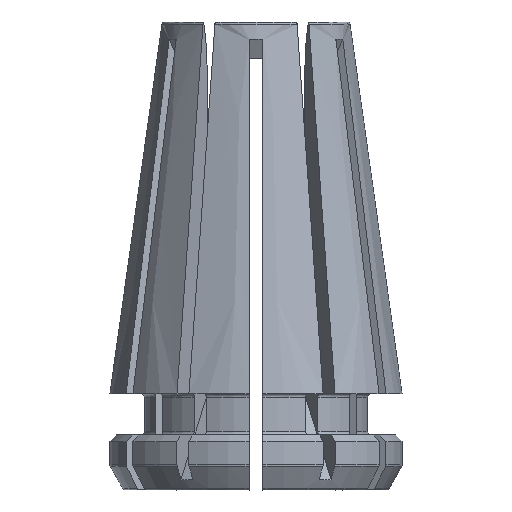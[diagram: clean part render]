
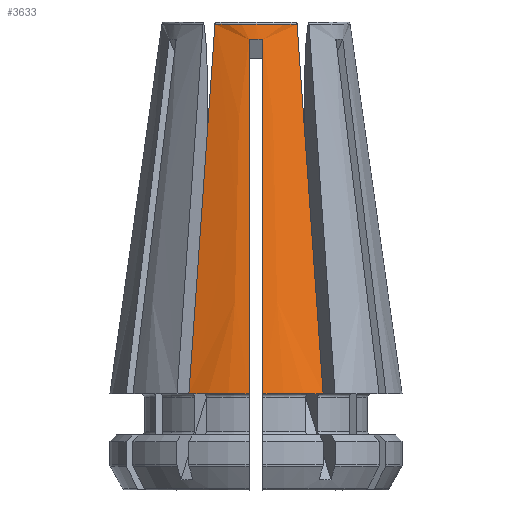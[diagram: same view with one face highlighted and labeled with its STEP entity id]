
A CAD part, left-side view. The second image highlights one B-rep face of the part: STEP entity #3633.
In plain terms, the highlighted conical face has half-angle 8 degrees and reference radius 4.25 mm.
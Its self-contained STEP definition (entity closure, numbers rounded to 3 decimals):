
#38=CONICAL_SURFACE('',#4058,4.25,0.14);
#48=ELLIPSE('',#3735,8.168,3.68);
#149=B_SPLINE_CURVE_WITH_KNOTS('',3,(#5565,#5566,#5567,#5568,#5569,#5570,
#5571,#5572,#5573,#5574),.UNSPECIFIED.,.F.,.F.,(4,3,3,4),(0.012,
0.013,0.018,0.023),.UNSPECIFIED.);
#225=B_SPLINE_CURVE_WITH_KNOTS('',3,(#6695,#6696,#6697,#6698,#6699,#6700,
#6701,#6702,#6703,#6704),.UNSPECIFIED.,.F.,.F.,(4,3,3,4),(0.012,
0.013,0.018,0.023),.UNSPECIFIED.);
#226=B_SPLINE_CURVE_WITH_KNOTS('',3,(#6705,#6706,#6707,#6708,#6709,#6710,
#6711),.UNSPECIFIED.,.F.,.F.,(4,3,4),(0.,0.007,
0.011),.UNSPECIFIED.);
#227=B_SPLINE_CURVE_WITH_KNOTS('',3,(#6712,#6713,#6714,#6715,#6716,#6717,
#6718),.UNSPECIFIED.,.F.,.F.,(4,3,4),(0.,0.007,
0.011),.UNSPECIFIED.);
#375=CIRCLE('',#3828,4.25);
#383=CIRCLE('',#3839,4.25);
#408=CIRCLE('',#3876,2.742);
#1350=ORIENTED_EDGE('',*,*,#2181,.F.);
#1351=ORIENTED_EDGE('',*,*,#1780,.T.);
#1352=ORIENTED_EDGE('',*,*,#1777,.T.);
#1353=ORIENTED_EDGE('',*,*,#1942,.T.);
#1354=ORIENTED_EDGE('',*,*,#2182,.T.);
#1355=ORIENTED_EDGE('',*,*,#1991,.F.);
#1356=ORIENTED_EDGE('',*,*,#2183,.F.);
#1357=ORIENTED_EDGE('',*,*,#1954,.T.);
#1777=EDGE_CURVE('',#2319,#2333,#149,.T.);
#1780=EDGE_CURVE('',#2335,#2319,#48,.T.);
#1942=EDGE_CURVE('',#2333,#2470,#375,.T.);
#1954=EDGE_CURVE('',#2482,#2480,#383,.T.);
#1991=EDGE_CURVE('',#2504,#2505,#408,.T.);
#2181=EDGE_CURVE('',#2335,#2480,#225,.T.);
#2182=EDGE_CURVE('',#2470,#2505,#226,.T.);
#2183=EDGE_CURVE('',#2482,#2504,#227,.T.);
#2319=VERTEX_POINT('',#5509);
#2333=VERTEX_POINT('',#5564);
#2335=VERTEX_POINT('',#5578);
#2470=VERTEX_POINT('',#6062);
#2480=VERTEX_POINT('',#6086);
#2482=VERTEX_POINT('',#6089);
#2504=VERTEX_POINT('',#6195);
#2505=VERTEX_POINT('',#6197);
#3183=EDGE_LOOP('',(#1350,#1351,#1352,#1353,#1354,#1355,#1356,#1357));
#3375=FACE_BOUND('',#3183,.T.);
#3633=ADVANCED_FACE('',(#3375),#38,.T.);
#3735=AXIS2_PLACEMENT_3D('',#5583,#4284,#4285);
#3828=AXIS2_PLACEMENT_3D('',#6061,#4538,#4539);
#3839=AXIS2_PLACEMENT_3D('',#6088,#4564,#4565);
#3876=AXIS2_PLACEMENT_3D('',#6196,#4643,#4644);
#4058=AXIS2_PLACEMENT_3D('',#6694,#5075,#5076);
#4284=DIRECTION('',(0.884,0.,0.467));
#4285=DIRECTION('',(0.467,0.,-0.884));
#4538=DIRECTION('',(0.,0.,1.));
#4539=DIRECTION('',(1.,0.,0.));
#4564=DIRECTION('',(0.,0.,1.));
#4565=DIRECTION('',(1.,0.,0.));
#4643=DIRECTION('',(0.,0.,1.));
#4644=DIRECTION('',(1.,0.,0.));
#5075=DIRECTION('',(0.,0.,-1.));
#5076=DIRECTION('',(-1.,0.,0.));
#5509=CARTESIAN_POINT('',(-2.797,-0.2,13.089));
#5564=CARTESIAN_POINT('',(-4.245,-0.2,2.8));
#5565=CARTESIAN_POINT('',(-2.797,-0.2,13.089));
#5566=CARTESIAN_POINT('',(-2.811,-0.2,12.989));
#5567=CARTESIAN_POINT('',(-2.825,-0.2,12.888));
#5568=CARTESIAN_POINT('',(-2.839,-0.2,12.788));
#5569=CARTESIAN_POINT('',(-3.072,-0.2,11.139));
#5570=CARTESIAN_POINT('',(-3.304,-0.2,9.489));
#5571=CARTESIAN_POINT('',(-3.536,-0.2,7.84));
#5572=CARTESIAN_POINT('',(-3.773,-0.2,6.16));
#5573=CARTESIAN_POINT('',(-4.009,-0.2,4.48));
#5574=CARTESIAN_POINT('',(-4.245,-0.2,2.8));
#5578=CARTESIAN_POINT('',(-2.797,0.2,13.089));
#5583=CARTESIAN_POINT('',(1.015,0.,5.879));
#6061=CARTESIAN_POINT('',(0.,0.,2.8));
#6062=CARTESIAN_POINT('',(-3.777,-1.949,2.8));
#6086=CARTESIAN_POINT('',(-4.245,0.2,2.8));
#6088=CARTESIAN_POINT('',(0.,0.,2.8));
#6089=CARTESIAN_POINT('',(-3.777,1.949,2.8));
#6195=CARTESIAN_POINT('',(-2.468,1.194,13.532));
#6196=CARTESIAN_POINT('',(0.,0.,13.532));
#6197=CARTESIAN_POINT('',(-2.468,-1.194,13.532));
#6694=CARTESIAN_POINT('',(0.,0.,2.8));
#6695=CARTESIAN_POINT('',(-2.797,0.2,13.089));
#6696=CARTESIAN_POINT('',(-2.811,0.2,12.989));
#6697=CARTESIAN_POINT('',(-2.825,0.2,12.888));
#6698=CARTESIAN_POINT('',(-2.839,0.2,12.788));
#6699=CARTESIAN_POINT('',(-3.072,0.2,11.139));
#6700=CARTESIAN_POINT('',(-3.304,0.2,9.489));
#6701=CARTESIAN_POINT('',(-3.536,0.2,7.84));
#6702=CARTESIAN_POINT('',(-3.773,0.2,6.16));
#6703=CARTESIAN_POINT('',(-4.009,0.2,4.48));
#6704=CARTESIAN_POINT('',(-4.245,0.2,2.8));
#6705=CARTESIAN_POINT('',(-3.777,-1.949,2.8));
#6706=CARTESIAN_POINT('',(-3.476,-1.776,5.263));
#6707=CARTESIAN_POINT('',(-3.176,-1.603,7.726));
#6708=CARTESIAN_POINT('',(-2.876,-1.429,10.189));
#6709=CARTESIAN_POINT('',(-2.74,-1.351,11.303));
#6710=CARTESIAN_POINT('',(-2.604,-1.273,12.418));
#6711=CARTESIAN_POINT('',(-2.468,-1.194,13.532));
#6712=CARTESIAN_POINT('',(-3.777,1.949,2.8));
#6713=CARTESIAN_POINT('',(-3.476,1.776,5.263));
#6714=CARTESIAN_POINT('',(-3.176,1.603,7.726));
#6715=CARTESIAN_POINT('',(-2.876,1.429,10.189));
#6716=CARTESIAN_POINT('',(-2.74,1.351,11.303));
#6717=CARTESIAN_POINT('',(-2.604,1.273,12.418));
#6718=CARTESIAN_POINT('',(-2.468,1.194,13.532));
